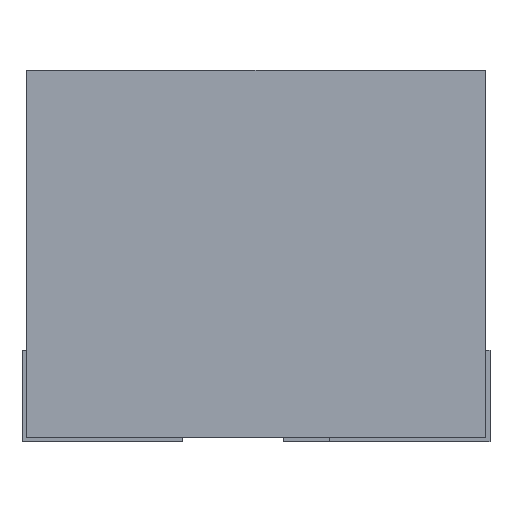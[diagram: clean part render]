
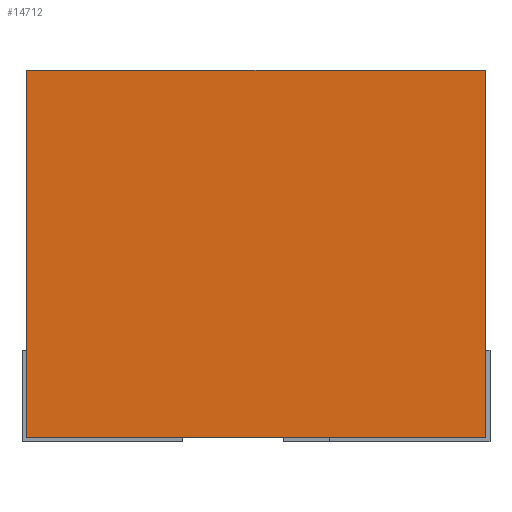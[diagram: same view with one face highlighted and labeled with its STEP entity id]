
A CAD part, front view. The second image highlights one B-rep face of the part: STEP entity #14712.
In plain terms, the highlighted planar face has unit normal (0, -1, 0).
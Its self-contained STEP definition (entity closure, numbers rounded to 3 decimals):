
#288 = EDGE_LOOP ( 'NONE', ( #17019, #7383, #10752, #7993 ) ) ;
#535 = VERTEX_POINT ( 'NONE', #13865 ) ;
#2115 = LINE ( 'NONE', #14408, #3701 ) ;
#2270 = AXIS2_PLACEMENT_3D ( 'NONE', #10279, #7349, #11880 ) ;
#2657 = VERTEX_POINT ( 'NONE', #14503 ) ;
#3231 = DIRECTION ( 'NONE',  ( 1., 0., 0. ) ) ;
#3701 = VECTOR ( 'NONE', #7986, 1000. ) ;
#3853 = DIRECTION ( 'NONE',  ( 0., 0., -1. ) ) ;
#3940 = LINE ( 'NONE', #9904, #16965 ) ;
#4050 = CARTESIAN_POINT ( 'NONE',  ( -0.5, -0.75, 0. ) ) ;
#4757 = VERTEX_POINT ( 'NONE', #15710 ) ;
#5430 = FACE_OUTER_BOUND ( 'NONE', #288, .T. ) ;
#7349 = DIRECTION ( 'NONE',  ( 0., 1., 0. ) ) ;
#7383 = ORIENTED_EDGE ( 'NONE', *, *, #7625, .F. ) ;
#7625 = EDGE_CURVE ( 'NONE', #11707, #2657, #3940, .T. ) ;
#7986 = DIRECTION ( 'NONE',  ( 0., 0., -1. ) ) ;
#7993 = ORIENTED_EDGE ( 'NONE', *, *, #14001, .T. ) ;
#9186 = EDGE_CURVE ( 'NONE', #4757, #11707, #9313, .T. ) ;
#9313 = LINE ( 'NONE', #12398, #16277 ) ;
#9904 = CARTESIAN_POINT ( 'NONE',  ( 0.5, -0.75, 0.8 ) ) ;
#10279 = CARTESIAN_POINT ( 'NONE',  ( -0.5, -0.75, 0.8 ) ) ;
#10752 = ORIENTED_EDGE ( 'NONE', *, *, #9186, .F. ) ;
#11127 = VECTOR ( 'NONE', #15120, 1000. ) ;
#11590 = PLANE ( 'NONE',  #2270 ) ;
#11707 = VERTEX_POINT ( 'NONE', #16642 ) ;
#11880 = DIRECTION ( 'NONE',  ( 0., 0., 1. ) ) ;
#12398 = CARTESIAN_POINT ( 'NONE',  ( -0.5, -0.75, 0.8 ) ) ;
#12859 = EDGE_CURVE ( 'NONE', #535, #2657, #18084, .T. ) ;
#13865 = CARTESIAN_POINT ( 'NONE',  ( -0.5, -0.75, 0. ) ) ;
#14001 = EDGE_CURVE ( 'NONE', #4757, #535, #2115, .T. ) ;
#14408 = CARTESIAN_POINT ( 'NONE',  ( -0.5, -0.75, 0.8 ) ) ;
#14503 = CARTESIAN_POINT ( 'NONE',  ( 0.5, -0.75, 0. ) ) ;
#14712 = ADVANCED_FACE ( 'NONE', ( #5430 ), #11590, .F. ) ;
#15120 = DIRECTION ( 'NONE',  ( 1., 0., 0. ) ) ;
#15710 = CARTESIAN_POINT ( 'NONE',  ( -0.5, -0.75, 0.8 ) ) ;
#16277 = VECTOR ( 'NONE', #3231, 1000. ) ;
#16642 = CARTESIAN_POINT ( 'NONE',  ( 0.5, -0.75, 0.8 ) ) ;
#16965 = VECTOR ( 'NONE', #3853, 1000. ) ;
#17019 = ORIENTED_EDGE ( 'NONE', *, *, #12859, .T. ) ;
#18084 = LINE ( 'NONE', #4050, #11127 ) ;
